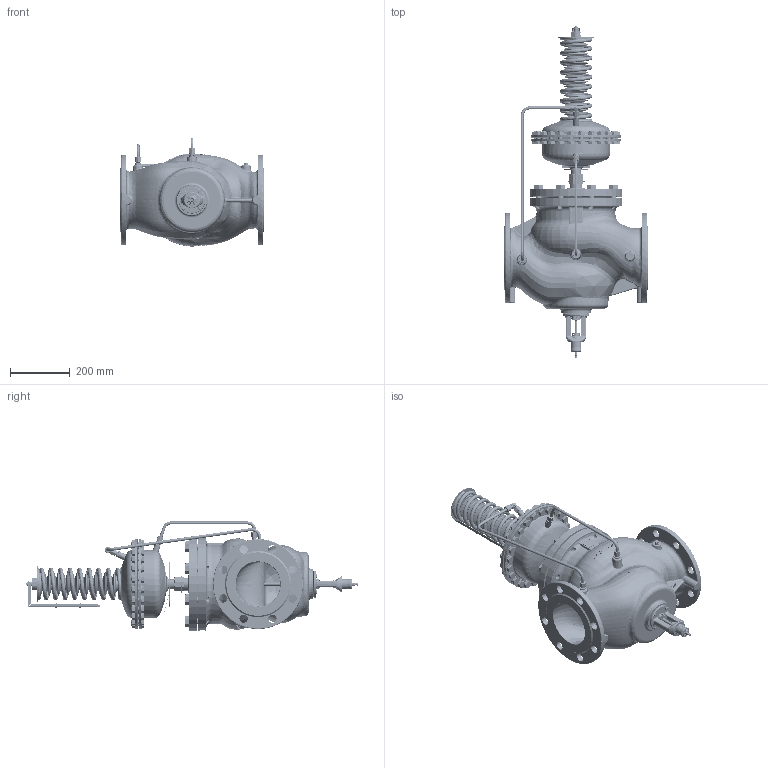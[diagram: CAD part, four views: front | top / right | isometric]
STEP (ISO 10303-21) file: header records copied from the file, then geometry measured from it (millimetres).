
FILE_DESCRIPTION((''),'2;1');
FILE_NAME('003G5574_AFQMP2_PN25_DN150_ASM','2022-04-04T09:31:09',('U369265'),(''),'CREO PARAMETRIC BY PTC INC, 2020342','CREO PARAMETRIC BY PTC INC, 2020342','');
FILE_SCHEMA(('CONFIG_CONTROL_DESIGN'));
Length unit declared in the file: millimetre
Products named in the file (85): 88650600_VALVE_B_VFQM_DN150_PN2; 88650810_VALVE_COV_VFG_DN150_25; 88652330_STUFFING_BOX_DN150_250; 3220149_1; 88652940_CV_PISTON_H_SUB_DN150__ASM; 88651360_SPINDLE_CV_DN150_1; 88652970_CV_PISTON_SUB_DN150_AS_ASM; 88652800_POINTER_VFQM_1; 88651210_YOKE_BODY_DN125_250_1; HEX_SCREW_DIN933_M06X18_1; 88652740_FLOW_LABEL_DN150_1; 51817881_SCREW_SF_M3X5_1; 54590510_O_R20X3_1; 88652270_SETT_SCREW_DN125-250_1; 5184037_1; 54540510_1; 188610240_1; WALTER_CONNECTION_1; WALTER_PROFILE_RING_1; WALTER_CONNECTION_NUT_1; 8863078_ASM_1_ASM; 88653250_VFQM_DN150_PN25_ASM_1_ASM; 88670150_HOUSING320_PN40_MINUS_; 88673400_TUBE_FI38X10X62_MINUS_; 88671680_PRESSURE_CONNEC-214964; WELD_PRESS_CON_6MM_1; WELD_320_6MM_INST_AF0_1; WELD_320_6MM_2_INST_AF0_1; 88671550_COVER320_PN40_MINUS_AS_ASM; 88670140_HOUSING320_PN40_IPLUS_; 88671680_PRESSURE_CONNEC-220462; 88673410_TUBE_FI38X10X33_AF0_1; WELD_320_6MM_INST_1; WELD_320_6MM_2_INST_1; WELD_PRESS_CON_6MM_AF0_1; 88671540_COVER320_PN40_PLUS_ASM_ASM; 88671040_SETTING_SPINDLE_PA_1; 88670600_CONNECTING_NUT_G1_1_4_; 88670800_SETTING_NUT_IPA_1; 5521168_1_1 ...
Assembly tree (175 placements, depth 6):
  003G5574_AFQMP2_PN25_DN150_ASM
    003G5574_AFQMP2_PN25_DN150_ASM__ASM
      88653250_VFQM_DN150_PN25_ASM_1_ASM
        88650600_VALVE_B_VFQM_DN150_PN2
        88650810_VALVE_COV_VFG_DN150_25
        88652940_CV_PISTON_H_SUB_DN150__ASM
          88652330_STUFFING_BOX_DN150_250
          3220149_1
        88652970_CV_PISTON_SUB_DN150_AS_ASM
          88651360_SPINDLE_CV_DN150_1
        88652800_POINTER_VFQM_1
        88651210_YOKE_BODY_DN125_250_1
        HEX_SCREW_DIN933_M06X18_1  x4
        88652740_FLOW_LABEL_DN150_1
        51817881_SCREW_SF_M3X5_1  x2
        54590510_O_R20X3_1
        88652270_SETT_SCREW_DN125-250_1
        5184037_1  x8
        54540510_1  x3
        188610240_1
        8863078_ASM_1_ASM  x2
          WALTER_CONNECTION_1
          WALTER_PROFILE_RING_1
          WALTER_CONNECTION_NUT_1
      003G5619_AFP2_PN40_320CM2_ASM_1_ASM
        88671550_COVER320_PN40_MINUS_AS_ASM
          88670150_HOUSING320_PN40_MINUS_
          88673400_TUBE_FI38X10X62_MINUS_
          88671680_PRESSURE_CONNEC-214964
          WELD_PRESS_CON_6MM_1
          WELD_320_6MM_INST_AF0_1
          WELD_320_6MM_2_INST_AF0_1
        88671540_COVER320_PN40_PLUS_ASM_ASM
          88670140_HOUSING320_PN40_IPLUS_
          88671680_PRESSURE_CONNEC-220462
          88673410_TUBE_FI38X10X33_AF0_1
          WELD_320_6MM_INST_1
          WELD_320_6MM_2_INST_1
          WELD_PRESS_CON_6MM_AF0_1
        88671040_SETTING_SPINDLE_PA_1
        88670600_CONNECTING_NUT_G1_1_4_
        88670800_SETTING_NUT_IPA_1
        5521168_1_ASM
          5521168_1_1
          5521168_1_2
          5521168_1_3
          5521168_1_4
          5521168_1_5
          5521168_1_6
          5521168_1_7
          5521168_1_8
          5521168_1_9
          5521168_1_10
          5521168_1_11
          5521168_1_12
          5521168_1_13
          5521168_1_14
          5521168_1_15
          5521168_1_16
          5521168_1_17
Bounding box: 480 x 1107.2 x 363.9 mm (x, y, z)
Volume: 16718072.3 mm3; surface area: 2803414.9 mm2
Topology: 171 solids, 171 shells, 7593 faces, 19499 edges, 12328 vertices
Faces by surface type: plane 3240, cone 1503, cylinder 1501, torus 607, bspline 535, sphere 95, extrusion 92, revolution 20
Entity records: 261921 total; most frequent: CARTESIAN_POINT 134633, ORIENTED_EDGE 27454, DIRECTION 24657, EDGE_CURVE 13727, AXIS2_PLACEMENT_3D 9207, VERTEX_POINT 8884, VECTOR 6223, LINE 6131
